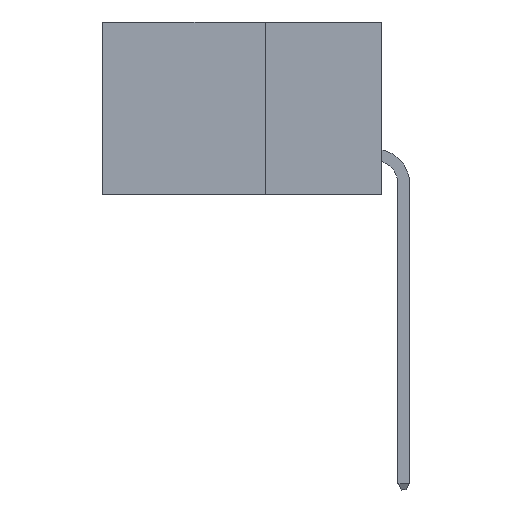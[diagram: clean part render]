
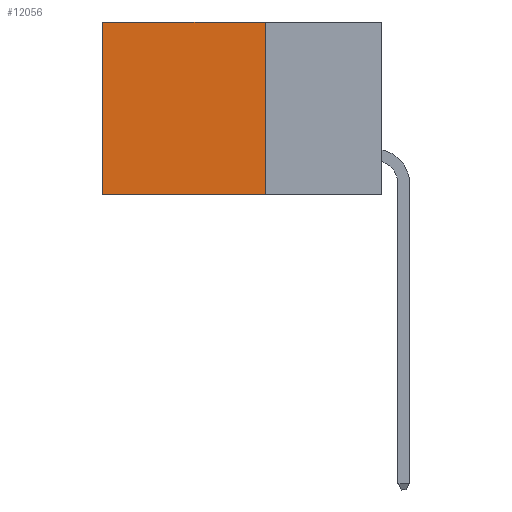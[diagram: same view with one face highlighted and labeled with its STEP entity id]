
A CAD part, left-side view. The second image highlights one B-rep face of the part: STEP entity #12056.
In plain terms, the highlighted planar face has unit normal (-1, 0, 0).
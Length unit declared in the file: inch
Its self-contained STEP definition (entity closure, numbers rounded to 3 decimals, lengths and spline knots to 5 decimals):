
#292 = VECTOR ( 'NONE', #3356, 39.37008 ) ;
#830 = CARTESIAN_POINT ( 'NONE',  ( 0.2875, 0.6, 0. ) ) ;
#1628 = DIRECTION ( 'NONE',  ( 0., 1., 0. ) ) ;
#2802 = ORIENTED_EDGE ( 'NONE', *, *, #16467, .F. ) ;
#3013 = VECTOR ( 'NONE', #1628, 39.37008 ) ;
#3356 = DIRECTION ( 'NONE',  ( 0., 0., -1. ) ) ;
#3956 = VERTEX_POINT ( 'NONE', #7963 ) ;
#4565 = PLANE ( 'NONE',  #13835 ) ;
#4609 = VERTEX_POINT ( 'NONE', #830 ) ;
#6098 = VERTEX_POINT ( 'NONE', #12916 ) ;
#6391 = DIRECTION ( 'NONE',  ( 1., 0., 0. ) ) ;
#7552 = CARTESIAN_POINT ( 'NONE',  ( 0.2875, 0.25, 0. ) ) ;
#7816 = LINE ( 'NONE', #10455, #3013 ) ;
#7963 = CARTESIAN_POINT ( 'NONE',  ( 0.2875, 0.6, -0.37 ) ) ;
#8248 = LINE ( 'NONE', #7552, #11756 ) ;
#9291 = DIRECTION ( 'NONE',  ( 0., 1., 0. ) ) ;
#9348 = LINE ( 'NONE', #16962, #18381 ) ;
#9598 = EDGE_LOOP ( 'NONE', ( #10426, #2802, #19599, #21691 ) ) ;
#9979 = EDGE_CURVE ( 'NONE', #10900, #6098, #9348, .T. ) ;
#10327 = FACE_OUTER_BOUND ( 'NONE', #9598, .T. ) ;
#10426 = ORIENTED_EDGE ( 'NONE', *, *, #12924, .T. ) ;
#10455 = CARTESIAN_POINT ( 'NONE',  ( 0.2875, 0.25, -0.37 ) ) ;
#10900 = VERTEX_POINT ( 'NONE', #12937 ) ;
#11756 = VECTOR ( 'NONE', #9291, 39.37008 ) ;
#11902 = DIRECTION ( 'NONE',  ( 0., 0., -1. ) ) ;
#12056 = ADVANCED_FACE ( 'NONE', ( #10327 ), #4565, .F. ) ;
#12916 = CARTESIAN_POINT ( 'NONE',  ( 0.2875, 0.25, -0.37 ) ) ;
#12924 = EDGE_CURVE ( 'NONE', #4609, #3956, #18244, .T. ) ;
#12937 = CARTESIAN_POINT ( 'NONE',  ( 0.2875, 0.25, 0. ) ) ;
#13835 = AXIS2_PLACEMENT_3D ( 'NONE', #16700, #6391, #18382 ) ;
#15570 = CARTESIAN_POINT ( 'NONE',  ( 0.2875, 0.6, 0. ) ) ;
#16467 = EDGE_CURVE ( 'NONE', #6098, #3956, #7816, .T. ) ;
#16700 = CARTESIAN_POINT ( 'NONE',  ( 0.2875, 0.25, 0. ) ) ;
#16962 = CARTESIAN_POINT ( 'NONE',  ( 0.2875, 0.25, 0. ) ) ;
#18244 = LINE ( 'NONE', #15570, #292 ) ;
#18381 = VECTOR ( 'NONE', #11902, 39.37008 ) ;
#18382 = DIRECTION ( 'NONE',  ( 0., 0., -1. ) ) ;
#19142 = EDGE_CURVE ( 'NONE', #10900, #4609, #8248, .T. ) ;
#19599 = ORIENTED_EDGE ( 'NONE', *, *, #9979, .F. ) ;
#21691 = ORIENTED_EDGE ( 'NONE', *, *, #19142, .T. ) ;
